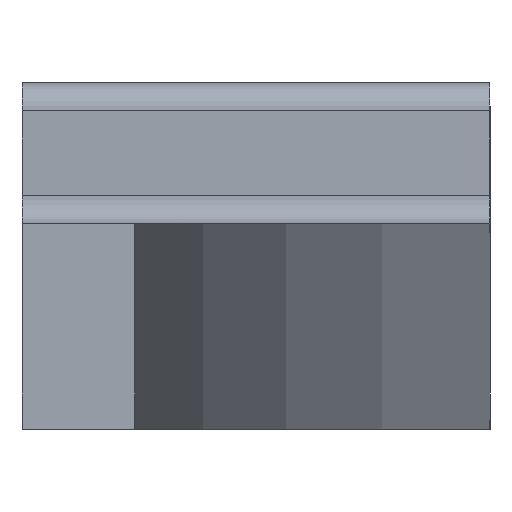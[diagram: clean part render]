
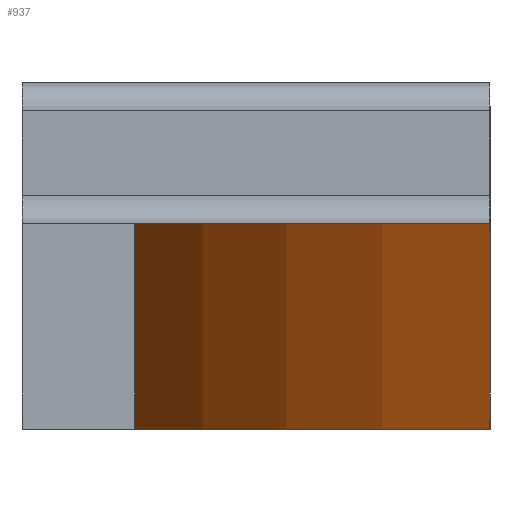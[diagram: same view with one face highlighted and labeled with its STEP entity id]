
A CAD part, left-side view. The second image highlights one B-rep face of the part: STEP entity #937.
In plain terms, the highlighted cylindrical face has radius 110 mm (diameter 220 mm), a partial arc.
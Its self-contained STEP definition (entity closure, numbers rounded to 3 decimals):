
#34=CYLINDRICAL_SURFACE('',#1044,110.);
#136=FACE_OUTER_BOUND('',#204,.T.);
#204=EDGE_LOOP('',(#856,#857,#858,#859));
#294=LINE('',#1629,#379);
#295=LINE('',#1631,#380);
#379=VECTOR('',#1310,10.);
#380=VECTOR('',#1313,10.);
#384=CIRCLE('',#959,110.);
#420=CIRCLE('',#1036,110.);
#425=VERTEX_POINT('',#1330);
#426=VERTEX_POINT('',#1332);
#501=VERTEX_POINT('',#1610);
#502=VERTEX_POINT('',#1612);
#509=EDGE_CURVE('',#425,#426,#384,.T.);
#621=EDGE_CURVE('',#501,#502,#420,.T.);
#629=EDGE_CURVE('',#501,#426,#294,.T.);
#630=EDGE_CURVE('',#502,#425,#295,.T.);
#856=ORIENTED_EDGE('',*,*,#629,.T.);
#857=ORIENTED_EDGE('',*,*,#509,.F.);
#858=ORIENTED_EDGE('',*,*,#630,.F.);
#859=ORIENTED_EDGE('',*,*,#621,.F.);
#937=ADVANCED_FACE('',(#136),#34,.T.);
#959=AXIS2_PLACEMENT_3D('',#1333,#1060,#1061);
#1036=AXIS2_PLACEMENT_3D('',#1613,#1288,#1289);
#1044=AXIS2_PLACEMENT_3D('',#1630,#1311,#1312);
#1060=DIRECTION('center_axis',(0.,0.,
-1.));
#1061=DIRECTION('ref_axis',(0.838,0.545,0.));
#1288=DIRECTION('center_axis',(0.,0.,
1.));
#1289=DIRECTION('ref_axis',(0.838,0.545,0.));
#1310=DIRECTION('',(0.,0.,-1.));
#1311=DIRECTION('center_axis',(0.,0.,-1.));
#1312=DIRECTION('ref_axis',(0.838,0.545,0.));
#1313=DIRECTION('',(0.,0.,-1.));
#1330=CARTESIAN_POINT('',(-92.214,50.,-0.428));
#1332=CARTESIAN_POINT('',(-50.018,87.98,-0.428));
#1333=CARTESIAN_POINT('Origin',(-0.018,-10.,-0.428));
#1610=CARTESIAN_POINT('',(-50.018,87.98,21.572));
#1612=CARTESIAN_POINT('',(-92.214,50.,21.572));
#1613=CARTESIAN_POINT('Origin',(-0.018,-10.,21.572));
#1629=CARTESIAN_POINT('',(-50.018,87.98,2.572));
#1630=CARTESIAN_POINT('Origin',(-0.018,-10.,2.572));
#1631=CARTESIAN_POINT('',(-92.214,50.,2.572));
